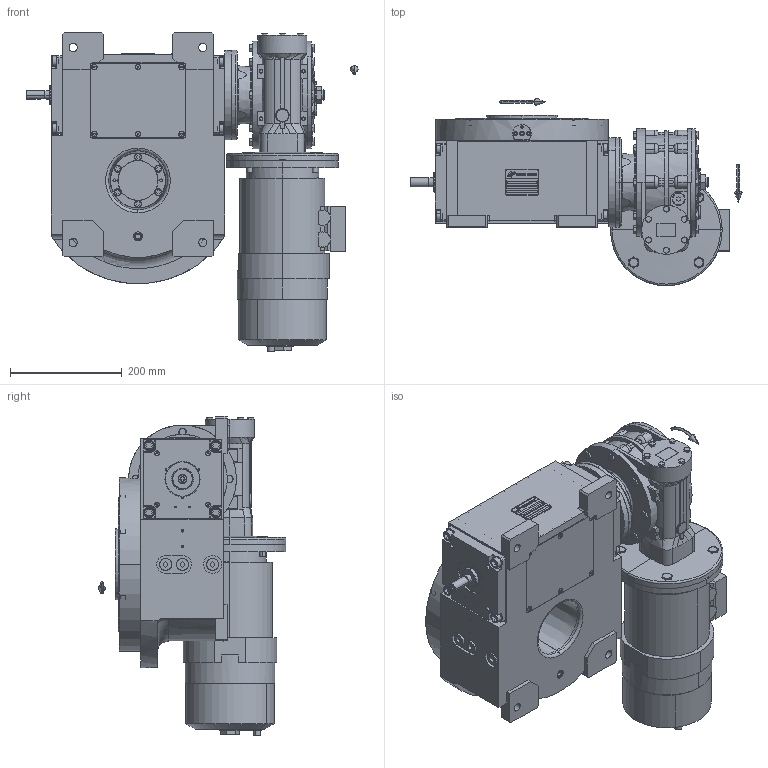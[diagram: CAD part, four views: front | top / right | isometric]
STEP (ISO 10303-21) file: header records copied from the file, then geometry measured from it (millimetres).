
FILE_DESCRIPTION (( 'STEP AP203' ), '1' );
FILE_NAME ('PC5201827.step', '2026-02-10T07:39:34', ( '' ), ( '' ), 'SwSTEP 2.0', 'SolidWorks 2020', '' );
FILE_SCHEMA (( 'CONFIG_CONTROL_DESIGN' ));
Length unit declared in the file: millimetre
Products named in the file (86): cfn2000_01_081; RMI85_F3_LCB_SX_80B5; olio_agip_blasia_150; RIG09_005_AF0.stp; cfn2476_01_002_60x46; AS_rig09_015; cfn2115_02_057; cfn2000_01_099; cfn2107_01_001; rig09_071_6_m.stp; cfn2115_02_058; cfn2073_01_018; CFN2010_01_020.stp; BA80B5; CFN2203_02_002.stp; cfn2003_01_054; 900_38_30_003; cfn2000_01_126; rig09_004; CFN2104_02_018.stp; rig09_007_master; AS_rig09_004; cfn2070_05_009; cfn2128_04_002; cfn2151_01_167; cfn2205_01_015; cfn2155_01_095; CFN2000_01_185.stp; rig09_002_bl_003; rig09_003_6; cfn2276_01_056; AS_rig09_016; cfn2151_01_170; rig09_001_a; AS_rig09_071_6_m; rig09_015; cfn2000_01_161; CFN2356_03_053.stp; CFN2223_02_003.stp; AS_rig09_002_bl_003 ...
Assembly tree (74 placements, depth 5):
  olio_agip_blasia_150
  cfn2115_02_057
  CFN2010_01_020.stp
  CFN2203_02_002.stp
  rig09_007_master
Bounding box: 594.5 x 336 x 571.38 mm (x, y, z)
Volume: 15635739.3 mm3; surface area: 1861211.7 mm2
Topology: 65 solids, 66 shells, 3364 faces, 8429 edges, 5437 vertices
Faces by surface type: plane 1625, cylinder 1052, cone 425, torus 223, bspline 35, sphere 4
Entity records: 127039 total; most frequent: CARTESIAN_POINT 38576, ORIENTED_EDGE 16530, DIRECTION 16486, EDGE_CURVE 8265, AXIS2_PLACEMENT_3D 5970, VERTEX_POINT 5376, LINE 4546, VECTOR 4546
